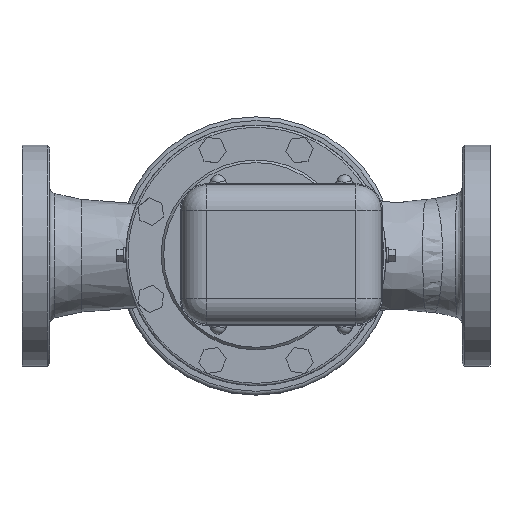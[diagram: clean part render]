
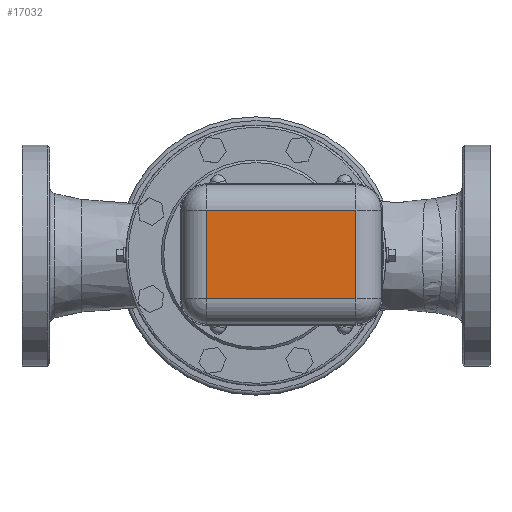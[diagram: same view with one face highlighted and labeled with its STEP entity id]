
A CAD part, top view. The second image highlights one B-rep face of the part: STEP entity #17032.
In plain terms, the highlighted planar face has unit normal (0, 0, 1).
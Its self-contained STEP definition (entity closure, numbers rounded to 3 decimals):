
#537=PLANE('',#18253);
#1186=LINE('',#29267,#2550);
#1188=LINE('',#29275,#2552);
#1190=LINE('',#29283,#2554);
#1192=LINE('',#29292,#2556);
#2550=VECTOR('',#20433,118.);
#2552=VECTOR('',#20441,70.);
#2554=VECTOR('',#20449,118.);
#2556=VECTOR('',#20461,70.);
#4236=FACE_OUTER_BOUND('',#5375,.T.);
#5375=EDGE_LOOP('',(#12484,#12485,#12486,#12487));
#7931=VERTEX_POINT('',#29264);
#7932=VERTEX_POINT('',#29266);
#7935=VERTEX_POINT('',#29274);
#7938=VERTEX_POINT('',#29282);
#9686=EDGE_CURVE('',#7931,#7932,#1186,.T.);
#9690=EDGE_CURVE('',#7932,#7935,#1188,.T.);
#9694=EDGE_CURVE('',#7935,#7938,#1190,.T.);
#9699=EDGE_CURVE('',#7938,#7931,#1192,.T.);
#12484=ORIENTED_EDGE('',*,*,#9686,.F.);
#12485=ORIENTED_EDGE('',*,*,#9699,.F.);
#12486=ORIENTED_EDGE('',*,*,#9694,.F.);
#12487=ORIENTED_EDGE('',*,*,#9690,.F.);
#17032=ADVANCED_FACE('',(#4236),#537,.T.);
#18253=AXIS2_PLACEMENT_3D('',#29320,#20496,#20497);
#20433=DIRECTION('',(1.,0.,0.));
#20441=DIRECTION('',(0.,-1.,0.));
#20449=DIRECTION('',(-1.,0.,0.));
#20461=DIRECTION('',(0.,1.,0.));
#20496=DIRECTION('center_axis',(0.,0.,
1.));
#20497=DIRECTION('ref_axis',(1.,0.,0.));
#29264=CARTESIAN_POINT('',(-39.,35.,635.));
#29266=CARTESIAN_POINT('',(79.,35.,635.));
#29267=CARTESIAN_POINT('',(-9.5,35.,635.));
#29274=CARTESIAN_POINT('',(79.,-35.,635.));
#29275=CARTESIAN_POINT('',(79.,17.5,635.));
#29282=CARTESIAN_POINT('',(-39.,-35.,635.));
#29283=CARTESIAN_POINT('',(49.5,-35.,635.));
#29292=CARTESIAN_POINT('',(-39.,-17.5,635.));
#29320=CARTESIAN_POINT('Origin',(20.,0.,635.));
